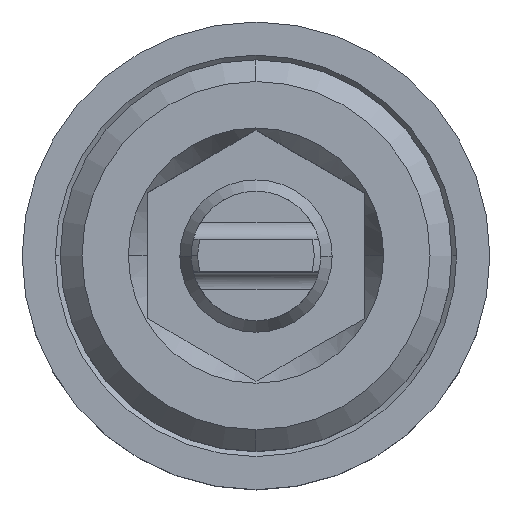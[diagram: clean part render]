
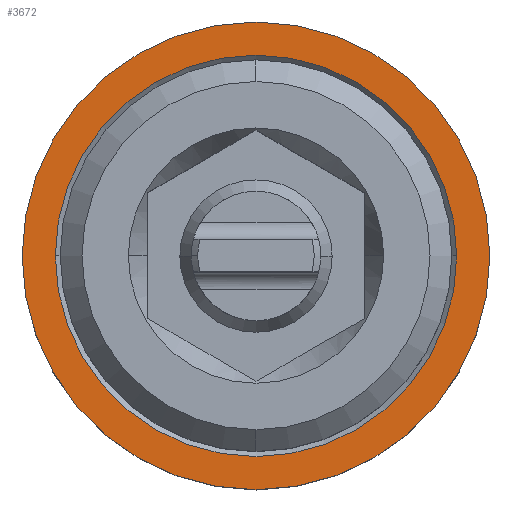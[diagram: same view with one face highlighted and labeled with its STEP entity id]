
A CAD part, top view. The second image highlights one B-rep face of the part: STEP entity #3672.
In plain terms, the highlighted planar face has unit normal (0, 0, 1).
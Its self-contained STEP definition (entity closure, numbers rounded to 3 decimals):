
#319 = CARTESIAN_POINT ( 'NONE',  ( -10.75, 0., 0. ) ) ;
#334 = EDGE_CURVE ( 'NONE', #2278, #3601, #3630, .T. ) ;
#514 = FACE_OUTER_BOUND ( 'NONE', #3213, .T. ) ;
#615 = ORIENTED_EDGE ( 'NONE', *, *, #334, .F. ) ;
#618 = EDGE_CURVE ( 'NONE', #2538, #4299, #1400, .T. ) ;
#876 = CARTESIAN_POINT ( 'NONE',  ( -9.225, 0., 0. ) ) ;
#1094 = CIRCLE ( 'NONE', #5300, 10.75 ) ;
#1099 = EDGE_CURVE ( 'NONE', #4299, #2538, #3553, .T. ) ;
#1397 = CARTESIAN_POINT ( 'NONE',  ( 0., 0., 0. ) ) ;
#1400 = CIRCLE ( 'NONE', #5239, 9.225 ) ;
#1501 = CARTESIAN_POINT ( 'NONE',  ( 0., 8.525, 0. ) ) ;
#1883 = DIRECTION ( 'NONE',  ( 1., 0., 0. ) ) ;
#1908 = CARTESIAN_POINT ( 'NONE',  ( 10.75, 0., 0. ) ) ;
#2001 = PLANE ( 'NONE',  #3793 ) ;
#2278 = VERTEX_POINT ( 'NONE', #319 ) ;
#2374 = CARTESIAN_POINT ( 'NONE',  ( 0., 0., 0. ) ) ;
#2389 = DIRECTION ( 'NONE',  ( 0., 0., -1. ) ) ;
#2390 = DIRECTION ( 'NONE',  ( 1., 0., 0. ) ) ;
#2484 = DIRECTION ( 'NONE',  ( -1., 0., 0. ) ) ;
#2538 = VERTEX_POINT ( 'NONE', #4830 ) ;
#2784 = ORIENTED_EDGE ( 'NONE', *, *, #3537, .F. ) ;
#3213 = EDGE_LOOP ( 'NONE', ( #2784, #615 ) ) ;
#3371 = AXIS2_PLACEMENT_3D ( 'NONE', #2374, #2389, #2390 ) ;
#3537 = EDGE_CURVE ( 'NONE', #3601, #2278, #1094, .T. ) ;
#3553 = CIRCLE ( 'NONE', #5603, 9.225 ) ;
#3571 = ORIENTED_EDGE ( 'NONE', *, *, #618, .F. ) ;
#3601 = VERTEX_POINT ( 'NONE', #1908 ) ;
#3630 = CIRCLE ( 'NONE', #3371, 10.75 ) ;
#3655 = CARTESIAN_POINT ( 'NONE',  ( 0., 0., 0. ) ) ;
#3672 = ADVANCED_FACE ( 'NONE', ( #514, #4286 ), #2001, .F. ) ;
#3677 = DIRECTION ( 'NONE',  ( 0., 0., 1. ) ) ;
#3688 = DIRECTION ( 'NONE',  ( 1., 0., 0. ) ) ;
#3710 = DIRECTION ( 'NONE',  ( 1., 0., 0. ) ) ;
#3734 = CARTESIAN_POINT ( 'NONE',  ( 0., 0., 0. ) ) ;
#3793 = AXIS2_PLACEMENT_3D ( 'NONE', #1501, #4625, #2484 ) ;
#3907 = DIRECTION ( 'NONE',  ( 0., 0., 1. ) ) ;
#4286 = FACE_BOUND ( 'NONE', #4557, .T. ) ;
#4299 = VERTEX_POINT ( 'NONE', #876 ) ;
#4553 = DIRECTION ( 'NONE',  ( 0., 0., -1. ) ) ;
#4557 = EDGE_LOOP ( 'NONE', ( #3571, #5161 ) ) ;
#4625 = DIRECTION ( 'NONE',  ( 0., 0., -1. ) ) ;
#4830 = CARTESIAN_POINT ( 'NONE',  ( 9.225, 0., 0. ) ) ;
#5161 = ORIENTED_EDGE ( 'NONE', *, *, #1099, .F. ) ;
#5239 = AXIS2_PLACEMENT_3D ( 'NONE', #3734, #3907, #3710 ) ;
#5300 = AXIS2_PLACEMENT_3D ( 'NONE', #1397, #4553, #1883 ) ;
#5603 = AXIS2_PLACEMENT_3D ( 'NONE', #3655, #3677, #3688 ) ;
